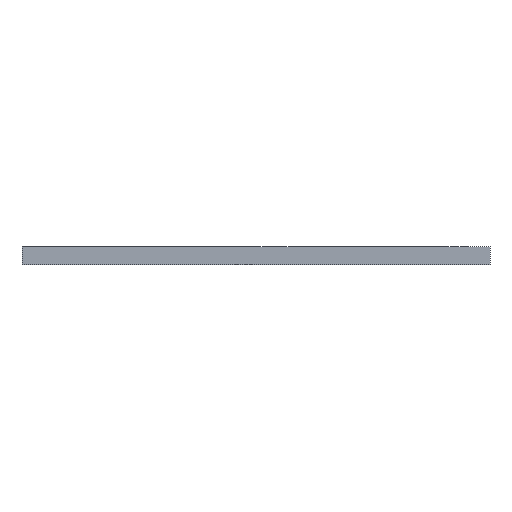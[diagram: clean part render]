
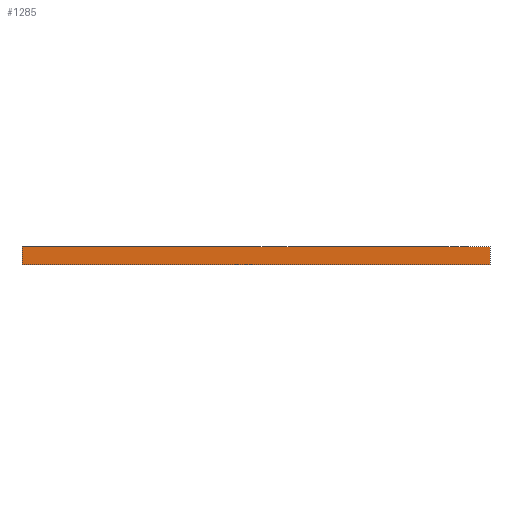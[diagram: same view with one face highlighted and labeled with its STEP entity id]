
A CAD part, left-side view. The second image highlights one B-rep face of the part: STEP entity #1285.
In plain terms, the highlighted planar face has unit normal (-1, 0, 0).
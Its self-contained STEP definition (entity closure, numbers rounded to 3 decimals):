
#28 = EDGE_CURVE ( 'NONE', #1010, #254, #1157, .T. ) ;
#51 = DIRECTION ( 'NONE',  ( 0., -1., 0. ) ) ;
#66 = AXIS2_PLACEMENT_3D ( 'NONE', #544, #976, #444 ) ;
#76 = CARTESIAN_POINT ( 'NONE',  ( -39., 39., 3. ) ) ;
#114 = EDGE_CURVE ( 'NONE', #254, #213, #601, .T. ) ;
#122 = VECTOR ( 'NONE', #519, 1000. ) ;
#133 = LINE ( 'NONE', #641, #237 ) ;
#145 = ORIENTED_EDGE ( 'NONE', *, *, #1218, .T. ) ;
#153 = CARTESIAN_POINT ( 'NONE',  ( -39., -39., 3. ) ) ;
#161 = EDGE_LOOP ( 'NONE', ( #145, #360, #427, #1230 ) ) ;
#213 = VERTEX_POINT ( 'NONE', #1117 ) ;
#237 = VECTOR ( 'NONE', #429, 1000. ) ;
#249 = EDGE_CURVE ( 'NONE', #1010, #748, #506, .T. ) ;
#254 = VERTEX_POINT ( 'NONE', #806 ) ;
#360 = ORIENTED_EDGE ( 'NONE', *, *, #114, .F. ) ;
#427 = ORIENTED_EDGE ( 'NONE', *, *, #28, .F. ) ;
#429 = DIRECTION ( 'NONE',  ( 0., -1., 0. ) ) ;
#444 = DIRECTION ( 'NONE',  ( 0., 0., -1. ) ) ;
#506 = LINE ( 'NONE', #76, #122 ) ;
#519 = DIRECTION ( 'NONE',  ( 0., 0., -1. ) ) ;
#544 = CARTESIAN_POINT ( 'NONE',  ( -39., -39., 3. ) ) ;
#559 = FACE_OUTER_BOUND ( 'NONE', #161, .T. ) ;
#587 = CARTESIAN_POINT ( 'NONE',  ( -39., -39., 3. ) ) ;
#601 = LINE ( 'NONE', #587, #1073 ) ;
#641 = CARTESIAN_POINT ( 'NONE',  ( -39., -39., 0. ) ) ;
#741 = VECTOR ( 'NONE', #51, 1000. ) ;
#748 = VERTEX_POINT ( 'NONE', #1283 ) ;
#762 = PLANE ( 'NONE',  #66 ) ;
#806 = CARTESIAN_POINT ( 'NONE',  ( -39., -39., 3. ) ) ;
#976 = DIRECTION ( 'NONE',  ( 1., 0., 0. ) ) ;
#1010 = VERTEX_POINT ( 'NONE', #1124 ) ;
#1073 = VECTOR ( 'NONE', #1295, 1000. ) ;
#1117 = CARTESIAN_POINT ( 'NONE',  ( -39., -39., 0. ) ) ;
#1124 = CARTESIAN_POINT ( 'NONE',  ( -39., 39., 3. ) ) ;
#1157 = LINE ( 'NONE', #153, #741 ) ;
#1218 = EDGE_CURVE ( 'NONE', #748, #213, #133, .T. ) ;
#1230 = ORIENTED_EDGE ( 'NONE', *, *, #249, .T. ) ;
#1283 = CARTESIAN_POINT ( 'NONE',  ( -39., 39., 0. ) ) ;
#1285 = ADVANCED_FACE ( 'NONE', ( #559 ), #762, .F. ) ;
#1295 = DIRECTION ( 'NONE',  ( 0., 0., -1. ) ) ;
